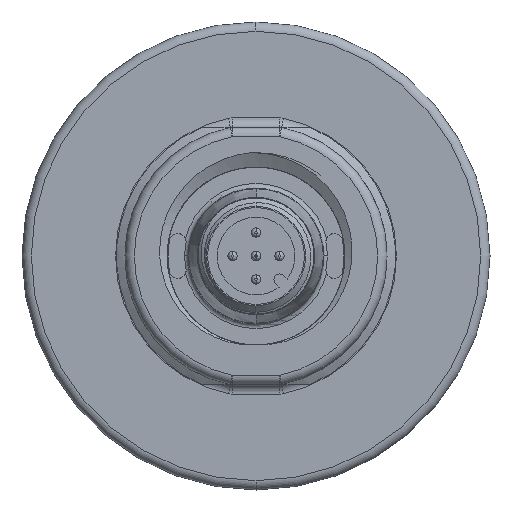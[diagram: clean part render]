
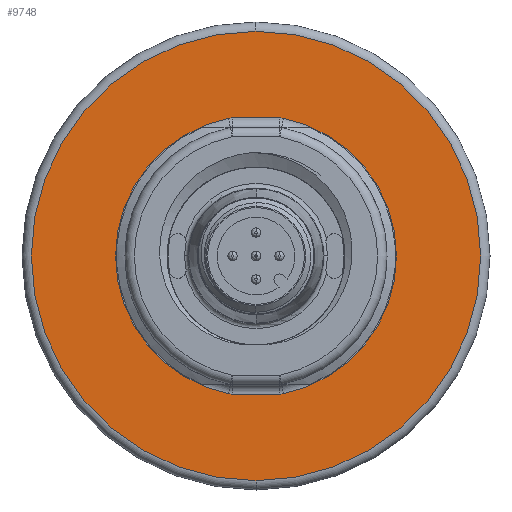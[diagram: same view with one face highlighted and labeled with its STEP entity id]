
A CAD part, front view. The second image highlights one B-rep face of the part: STEP entity #9748.
In plain terms, the highlighted planar face has unit normal (0, -1, 0).
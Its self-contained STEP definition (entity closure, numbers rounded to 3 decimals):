
#1625=CARTESIAN_POINT('',(0.,-3.,0.));
#1626=DIRECTION('',(0.,1.,0.));
#1627=DIRECTION('',(0.,0.,-1.));
#1628=AXIS2_PLACEMENT_3D('',#1625,#1626,#1627);
#1630=CARTESIAN_POINT('',(0.,-3.,0.));
#1631=DIRECTION('',(0.,1.,0.));
#1632=DIRECTION('',(0.,0.,1.));
#1633=AXIS2_PLACEMENT_3D('',#1630,#1631,#1632);
#1635=CARTESIAN_POINT('',(0.,-3.,0.));
#1636=DIRECTION('',(0.,-1.,0.));
#1637=DIRECTION('',(-0.195,0.,0.981));
#1638=AXIS2_PLACEMENT_3D('',#1635,#1636,#1637);
#1640=CARTESIAN_POINT('',(-2.537,-3.,-12.75));
#1641=DIRECTION('',(0.,-1.,0.));
#1642=DIRECTION('',(-0.195,0.,-0.981));
#1643=AXIS2_PLACEMENT_3D('',#1640,#1641,#1642);
#1645=DIRECTION('',(1.,0.,0.));
#1646=VECTOR('',#1645,5.074);
#1647=CARTESIAN_POINT('',(-2.537,-3.,-14.75));
#1648=LINE('',#1647,#1646);
#1649=CARTESIAN_POINT('',(2.537,-3.,-12.75));
#1650=DIRECTION('',(0.,-1.,0.));
#1651=DIRECTION('',(0.,0.,-1.));
#1652=AXIS2_PLACEMENT_3D('',#1649,#1650,#1651);
#1654=CARTESIAN_POINT('',(0.,-3.,0.));
#1655=DIRECTION('',(0.,-1.,0.));
#1656=DIRECTION('',(0.195,0.,-0.981));
#1657=AXIS2_PLACEMENT_3D('',#1654,#1655,#1656);
#1659=CARTESIAN_POINT('',(2.537,-3.,12.75));
#1660=DIRECTION('',(0.,-1.,0.));
#1661=DIRECTION('',(0.195,0.,0.981));
#1662=AXIS2_PLACEMENT_3D('',#1659,#1660,#1661);
#1664=DIRECTION('',(-1.,0.,0.));
#1665=VECTOR('',#1664,5.074);
#1666=CARTESIAN_POINT('',(2.537,-3.,14.75));
#1667=LINE('',#1666,#1665);
#1668=CARTESIAN_POINT('',(-2.537,-3.,12.75));
#1669=DIRECTION('',(0.,-1.,0.));
#1670=DIRECTION('',(0.,0.,1.));
#1671=AXIS2_PLACEMENT_3D('',#1668,#1669,#1670);
#6625=CARTESIAN_POINT('',(-2.928,-3.,14.712));
#6626=CARTESIAN_POINT('',(-2.928,-3.,-14.712));
#6627=VERTEX_POINT('',#6625);
#6628=VERTEX_POINT('',#6626);
#6633=CARTESIAN_POINT('',(2.928,-3.,-14.712));
#6634=CARTESIAN_POINT('',(2.928,-3.,14.712));
#6635=VERTEX_POINT('',#6633);
#6636=VERTEX_POINT('',#6634);
#6649=CARTESIAN_POINT('',(0.,-3.,-24.));
#6650=CARTESIAN_POINT('',(0.,-3.,24.));
#6651=VERTEX_POINT('',#6649);
#6652=VERTEX_POINT('',#6650);
#6888=CARTESIAN_POINT('',(-2.537,-3.,-14.75));
#6889=CARTESIAN_POINT('',(2.537,-3.,-14.75));
#6890=VERTEX_POINT('',#6888);
#6891=VERTEX_POINT('',#6889);
#6892=CARTESIAN_POINT('',(2.537,-3.,14.75));
#6893=CARTESIAN_POINT('',(-2.537,-3.,14.75));
#6894=VERTEX_POINT('',#6892);
#6895=VERTEX_POINT('',#6893);
#9720=CARTESIAN_POINT('',(0.,-3.,0.));
#9721=DIRECTION('',(0.,-1.,0.));
#9722=DIRECTION('',(0.,0.,1.));
#9723=AXIS2_PLACEMENT_3D('',#9720,#9721,#9722);
#9724=PLANE('',#9723);
#9726=ORIENTED_EDGE('',*,*,#9725,.T.);
#9728=ORIENTED_EDGE('',*,*,#9727,.T.);
#9729=EDGE_LOOP('',(#9726,#9728));
#9730=FACE_OUTER_BOUND('',#9729,.F.);
#9731=ORIENTED_EDGE('',*,*,#9710,.T.);
#9733=ORIENTED_EDGE('',*,*,#9732,.T.);
#9735=ORIENTED_EDGE('',*,*,#9734,.T.);
#9737=ORIENTED_EDGE('',*,*,#9736,.T.);
#9739=ORIENTED_EDGE('',*,*,#9738,.T.);
#9741=ORIENTED_EDGE('',*,*,#9740,.T.);
#9743=ORIENTED_EDGE('',*,*,#9742,.T.);
#9745=ORIENTED_EDGE('',*,*,#9744,.T.);
#9746=EDGE_LOOP('',(#9731,#9733,#9735,#9737,#9739,#9741,#9743,#9745));
#9747=FACE_BOUND('',#9746,.F.);
#9748=ADVANCED_FACE('',(#9730,#9747),#9724,.T.);
#1629=CIRCLE('',#1628,24.);
#1634=CIRCLE('',#1633,24.);
#1639=CIRCLE('',#1638,15.);
#1644=CIRCLE('',#1643,2.);
#1653=CIRCLE('',#1652,2.);
#1658=CIRCLE('',#1657,15.);
#1663=CIRCLE('',#1662,2.);
#1672=CIRCLE('',#1671,2.);
#9710=EDGE_CURVE('',#6627,#6628,#1639,.T.);
#9725=EDGE_CURVE('',#6651,#6652,#1629,.T.);
#9727=EDGE_CURVE('',#6652,#6651,#1634,.T.);
#9732=EDGE_CURVE('',#6628,#6890,#1644,.T.);
#9734=EDGE_CURVE('',#6890,#6891,#1648,.T.);
#9736=EDGE_CURVE('',#6891,#6635,#1653,.T.);
#9738=EDGE_CURVE('',#6635,#6636,#1658,.T.);
#9740=EDGE_CURVE('',#6636,#6894,#1663,.T.);
#9742=EDGE_CURVE('',#6894,#6895,#1667,.T.);
#9744=EDGE_CURVE('',#6895,#6627,#1672,.T.);
